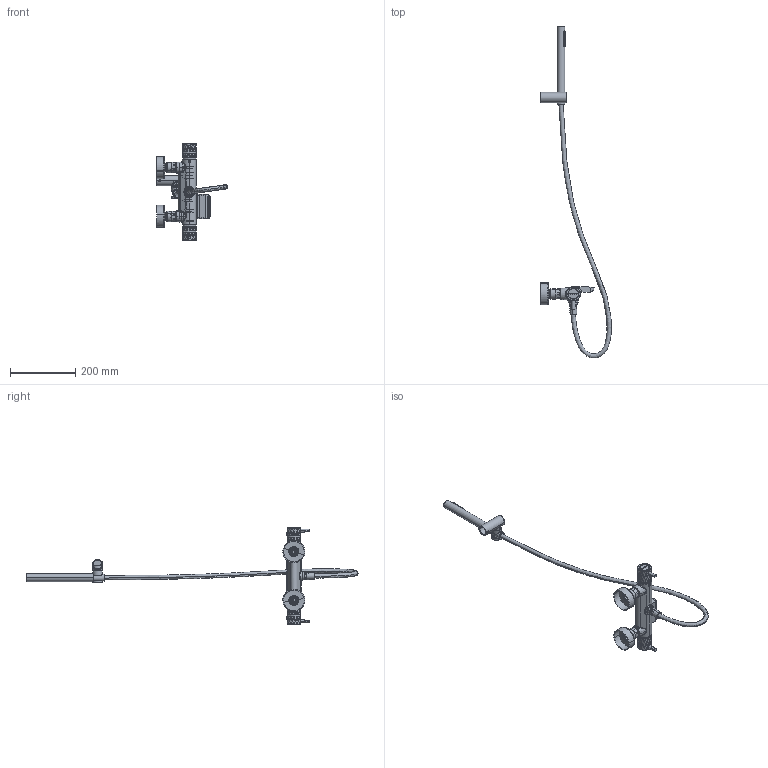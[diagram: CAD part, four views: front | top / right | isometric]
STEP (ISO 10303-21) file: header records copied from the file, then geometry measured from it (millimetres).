
FILE_DESCRIPTION (( 'STEP AP203' ), '1' );
FILE_NAME ('59CP07720.STEP', '2026-02-17T10:25:44', ( '' ), ( '' ), 'SwSTEP 2.0', 'SolidWorks 2025', '' );
FILE_SCHEMA (( 'CONFIG_CONTROL_DESIGN' ));
Length unit declared in the file: millimetre
Products named in the file (1): 59CP07720
Bounding box: 216.18 x 1014.62 x 296.6 mm (x, y, z)
Surface area: 289069.9 mm2 (no closed solid volume)
Topology: 0 solids, 27 shells, 2261 faces, 5564 edges, 3466 vertices
Faces by surface type: cylinder 768, bspline 630, plane 447, cone 376, torus 28, sphere 12
Entity records: 140140 total; most frequent: CARTESIAN_POINT 93889, ORIENTED_EDGE 11054, DIRECTION 7275, EDGE_CURVE 5529, VERTEX_POINT 3466, AXIS2_PLACEMENT_3D 2929, B_SPLINE_CURVE_WITH_KNOTS 2596, EDGE_LOOP 2479
